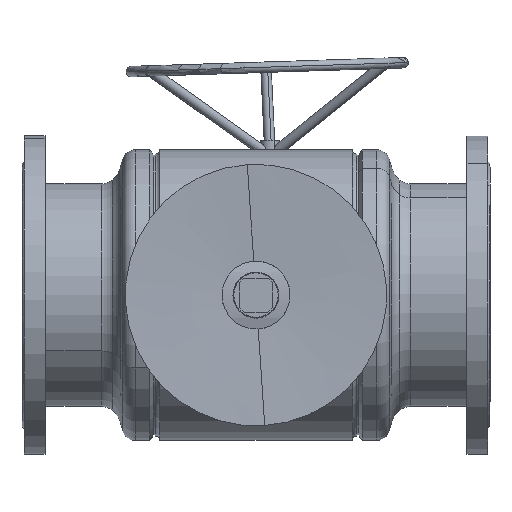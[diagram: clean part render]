
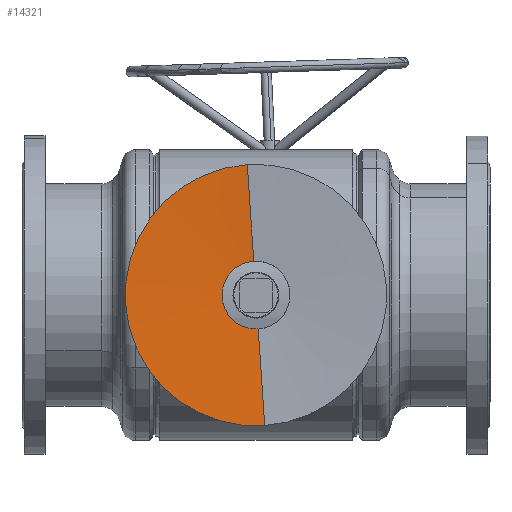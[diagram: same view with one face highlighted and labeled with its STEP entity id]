
A CAD part, front view. The second image highlights one B-rep face of the part: STEP entity #14321.
In plain terms, the highlighted conical face has half-angle 86.906 degrees and reference radius 65 mm.
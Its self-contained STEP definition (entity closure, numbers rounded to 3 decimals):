
#102 = DIRECTION ( 'NONE',  ( 0., 0., -1. ) ) ;
#118 = DIRECTION ( 'NONE',  ( 0., 0., -1. ) ) ;
#269 = VERTEX_POINT ( 'NONE', #5941 ) ;
#2764 = ORIENTED_EDGE ( 'NONE', *, *, #17617, .T. ) ;
#3270 = CARTESIAN_POINT ( 'NONE',  ( 0., 10., 0. ) ) ;
#3442 = ORIENTED_EDGE ( 'NONE', *, *, #10564, .T. ) ;
#3492 = DIRECTION ( 'NONE',  ( 0., -0.054, 0.999 ) ) ;
#3536 = AXIS2_PLACEMENT_3D ( 'NONE', #21803, #16337, #118 ) ;
#3819 = AXIS2_PLACEMENT_3D ( 'NONE', #21551, #7319, #102 ) ;
#4577 = VECTOR ( 'NONE', #13588, 1000. ) ;
#5889 = VERTEX_POINT ( 'NONE', #6785 ) ;
#5941 = CARTESIAN_POINT ( 'NONE',  ( 0., 10., 65. ) ) ;
#6765 = CIRCLE ( 'NONE', #10184, 65. ) ;
#6785 = CARTESIAN_POINT ( 'NONE',  ( 0., 0., -250. ) ) ;
#7319 = DIRECTION ( 'NONE',  ( 0., -1., 0. ) ) ;
#7666 = LINE ( 'NONE', #11459, #4577 ) ;
#8476 = DIRECTION ( 'NONE',  ( 0., 0., -1. ) ) ;
#10109 = VECTOR ( 'NONE', #3492, 1000. ) ;
#10184 = AXIS2_PLACEMENT_3D ( 'NONE', #3270, #17738, #8476 ) ;
#10564 = EDGE_CURVE ( 'NONE', #269, #20819, #14504, .T. ) ;
#11459 = CARTESIAN_POINT ( 'NONE',  ( 0., 10., -65. ) ) ;
#11881 = ORIENTED_EDGE ( 'NONE', *, *, #19118, .F. ) ;
#11968 = EDGE_LOOP ( 'NONE', ( #11881, #3442, #2764, #21103 ) ) ;
#13588 = DIRECTION ( 'NONE',  ( 0., -0.054, -0.999 ) ) ;
#14321 = ADVANCED_FACE ( 'NONE', ( #21314 ), #17826, .F. ) ;
#14504 = LINE ( 'NONE', #14618, #10109 ) ;
#14618 = CARTESIAN_POINT ( 'NONE',  ( 0., 10., 65. ) ) ;
#15029 = EDGE_CURVE ( 'NONE', #21373, #5889, #7666, .T. ) ;
#16337 = DIRECTION ( 'NONE',  ( 0., -1., 0. ) ) ;
#17617 = EDGE_CURVE ( 'NONE', #20819, #5889, #20198, .T. ) ;
#17738 = DIRECTION ( 'NONE',  ( 0., -1., 0. ) ) ;
#17826 = CONICAL_SURFACE ( 'NONE', #3819, 65., 1.517 ) ;
#18996 = CARTESIAN_POINT ( 'NONE',  ( 0., 0., 250. ) ) ;
#19118 = EDGE_CURVE ( 'NONE', #269, #21373, #6765, .T. ) ;
#20198 = CIRCLE ( 'NONE', #3536, 250. ) ;
#20819 = VERTEX_POINT ( 'NONE', #18996 ) ;
#21103 = ORIENTED_EDGE ( 'NONE', *, *, #15029, .F. ) ;
#21314 = FACE_OUTER_BOUND ( 'NONE', #11968, .T. ) ;
#21373 = VERTEX_POINT ( 'NONE', #22147 ) ;
#21551 = CARTESIAN_POINT ( 'NONE',  ( 0., 10., 0. ) ) ;
#21803 = CARTESIAN_POINT ( 'NONE',  ( 0., 0., 0. ) ) ;
#22147 = CARTESIAN_POINT ( 'NONE',  ( 0., 10., -65. ) ) ;
